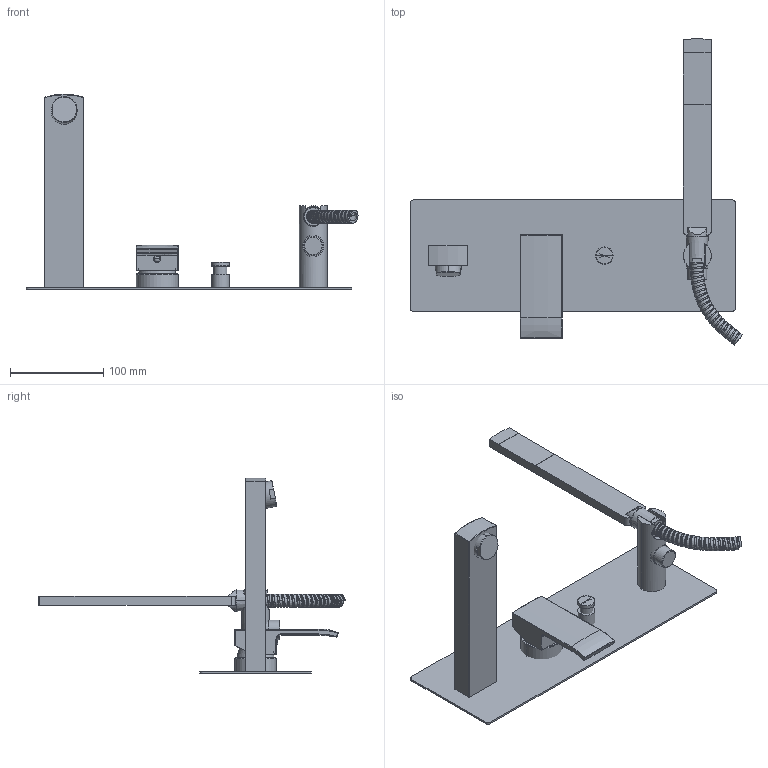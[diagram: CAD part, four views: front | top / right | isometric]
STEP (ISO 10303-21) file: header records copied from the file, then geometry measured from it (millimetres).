
FILE_DESCRIPTION((''),'2;1');
FILE_NAME('EL001CR','2021-01-13T14:47:29',('ut3'),('PAFFONI SpA'),'CREO PARAMETRIC BY PTC INC, 2020044','CREO PARAMETRIC BY PTC INC, 2020044','');
FILE_SCHEMA(('CONFIG_CONTROL_DESIGN','SHAPE_APPEARANCE_LAYERS_GROUPS'));
Length unit declared in the file: millimetre
Products named in the file (1): EL001CR
Bounding box: 356.89 x 329.19 x 210 mm (x, y, z)
Surface area: 185915.4 mm2 (no closed solid volume)
Topology: 0 solids, 25 shells, 252 faces, 608 edges, 376 vertices
Faces by surface type: plane 85, cylinder 70, bspline 53, cone 19, torus 13, sphere 12
Entity records: 20453 total; most frequent: CARTESIAN_POINT 13279, ORIENTED_EDGE 1107, DIRECTION 1073, EDGE_CURVE 604, AXIS2_PLACEMENT_3D 409, VERTEX_POINT 376, VECTOR 255, LINE 255
